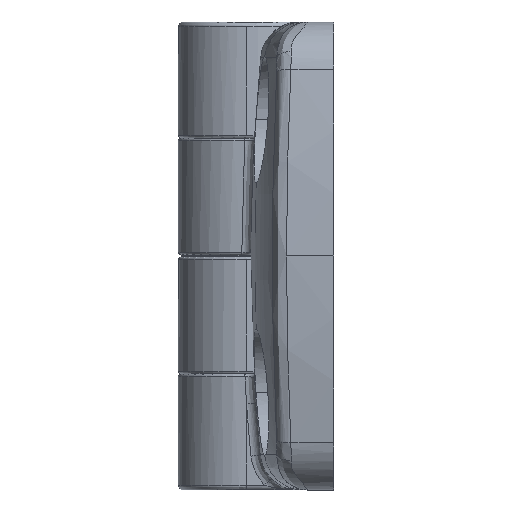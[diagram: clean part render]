
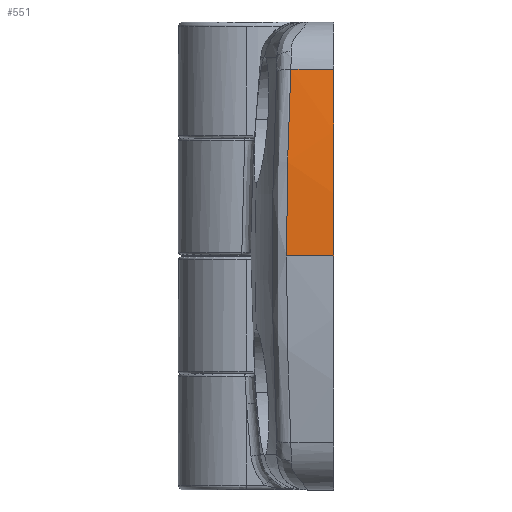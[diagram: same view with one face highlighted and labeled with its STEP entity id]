
A CAD part, left-side view. The second image highlights one B-rep face of the part: STEP entity #551.
In plain terms, the highlighted cylindrical face has radius 100 mm (diameter 200 mm), a partial arc.
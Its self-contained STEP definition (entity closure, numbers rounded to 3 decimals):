
#296 = ORIENTED_EDGE ( 'NONE', *, *, #9740, .T. ) ;
#551 = ADVANCED_FACE ( 'NONE', ( #5473 ), #12537, .T. ) ;
#589 = ORIENTED_EDGE ( 'NONE', *, *, #8062, .T. ) ;
#661 = VERTEX_POINT ( 'NONE', #4685 ) ;
#709 = CARTESIAN_POINT ( 'NONE',  ( -19.149, 4.401, -27.649 ) ) ;
#2297 = CARTESIAN_POINT ( 'NONE',  ( -3.204, 4.84, -29.5 ) ) ;
#2603 = ORIENTED_EDGE ( 'NONE', *, *, #9903, .T. ) ;
#3644 = DIRECTION ( 'NONE',  ( 0., -1., 0. ) ) ;
#3790 = AXIS2_PLACEMENT_3D ( 'NONE', #4663, #12635, #9463 ) ;
#4079 = EDGE_LOOP ( 'NONE', ( #589, #2603, #296, #7100 ) ) ;
#4082 = VERTEX_POINT ( 'NONE', #6826 ) ;
#4663 = CARTESIAN_POINT ( 'NONE',  ( 0., 0., 70.5 ) ) ;
#4685 = CARTESIAN_POINT ( 'NONE',  ( 0., 0., -29.5 ) ) ;
#4721 = VERTEX_POINT ( 'NONE', #10483 ) ;
#4746 = CARTESIAN_POINT ( 'NONE',  ( 0., 8.5, 70.5 ) ) ;
#5473 = FACE_OUTER_BOUND ( 'NONE', #4079, .T. ) ;
#6396 = CARTESIAN_POINT ( 'NONE',  ( 0., 4.84, -29.5 ) ) ;
#6826 = CARTESIAN_POINT ( 'NONE',  ( -19.149, 0., -27.649 ) ) ;
#6951 = AXIS2_PLACEMENT_3D ( 'NONE', #4746, #3644, #8701 ) ;
#7100 = ORIENTED_EDGE ( 'NONE', *, *, #9920, .F. ) ;
#7241 = LINE ( 'NONE', #11179, #10840 ) ;
#7317 = VERTEX_POINT ( 'NONE', #709 ) ;
#8062 = EDGE_CURVE ( 'NONE', #7317, #4721, #12479, .T. ) ;
#8144 = CIRCLE ( 'NONE', #3790, 100. ) ;
#8205 = CARTESIAN_POINT ( 'NONE',  ( -12.785, 4.663, -28.731 ) ) ;
#8568 = VECTOR ( 'NONE', #8811, 1000. ) ;
#8701 = DIRECTION ( 'NONE',  ( 0., 0., -1. ) ) ;
#8811 = DIRECTION ( 'NONE',  ( 0., -1., 0. ) ) ;
#9180 = LINE ( 'NONE', #9839, #8568 ) ;
#9463 = DIRECTION ( 'NONE',  ( 0., 0., -1. ) ) ;
#9740 = EDGE_CURVE ( 'NONE', #661, #4082, #8144, .T. ) ;
#9839 = CARTESIAN_POINT ( 'NONE',  ( -19.149, 16.02, -27.649 ) ) ;
#9903 = EDGE_CURVE ( 'NONE', #4721, #661, #7241, .T. ) ;
#9920 = EDGE_CURVE ( 'NONE', #7317, #4082, #9180, .T. ) ;
#10415 = CARTESIAN_POINT ( 'NONE',  ( -19.149, 4.401, -27.649 ) ) ;
#10483 = CARTESIAN_POINT ( 'NONE',  ( 0., 4.84, -29.5 ) ) ;
#10840 = VECTOR ( 'NONE', #12823, 1000. ) ;
#11179 = CARTESIAN_POINT ( 'NONE',  ( 0., 8.5, -29.5 ) ) ;
#12361 = CARTESIAN_POINT ( 'NONE',  ( -15.97, 4.555, -28.27 ) ) ;
#12423 = CARTESIAN_POINT ( 'NONE',  ( -6.402, 4.806, -29.346 ) ) ;
#12479 = B_SPLINE_CURVE_WITH_KNOTS ( 'NONE', 3,
 ( #10415, #12361, #8205, #12423, #2297, #6396 ),
 .UNSPECIFIED., .F., .F.,
 ( 4, 2, 4 ),
 ( 0.004, 0.014, 0.024 ),
 .UNSPECIFIED. ) ;
#12537 = CYLINDRICAL_SURFACE ( 'NONE', #6951, 100. ) ;
#12635 = DIRECTION ( 'NONE',  ( 0., 1., 0. ) ) ;
#12823 = DIRECTION ( 'NONE',  ( 0., -1., 0. ) ) ;
